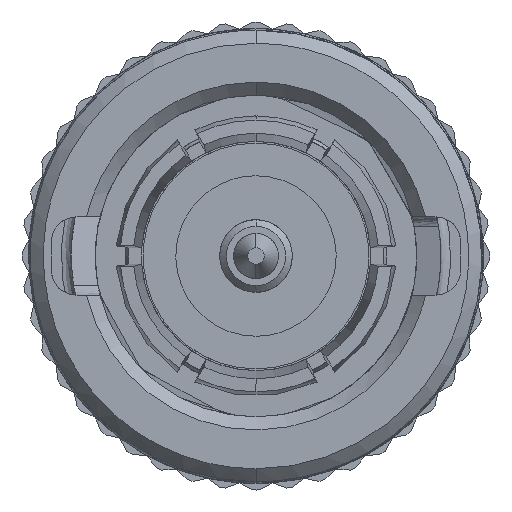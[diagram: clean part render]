
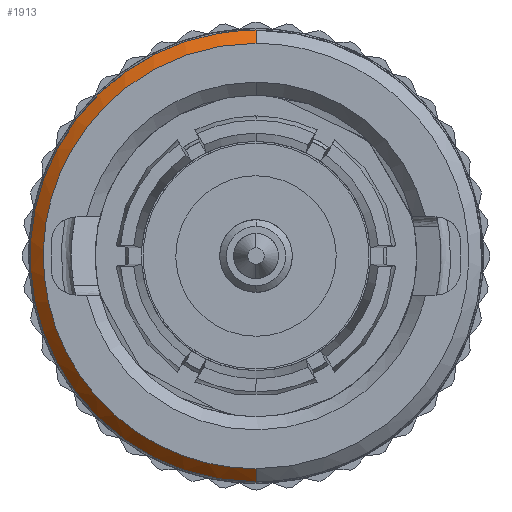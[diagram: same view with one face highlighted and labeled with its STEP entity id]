
A CAD part, left-side view. The second image highlights one B-rep face of the part: STEP entity #1913.
In plain terms, the highlighted free-form (B-spline) face has degree [1, 3] with [2, 7] control points.
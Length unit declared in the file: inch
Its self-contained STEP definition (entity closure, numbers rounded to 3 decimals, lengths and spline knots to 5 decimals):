
#26 = CARTESIAN_POINT ( 'NONE',  ( -0.04252, 0.22357, 0.12895 ) ) ;
#149 = ORIENTED_EDGE ( 'NONE', *, *, #1156, .F. ) ;
#809 = VERTEX_POINT ( 'NONE', #3614 ) ;
#1137 = CARTESIAN_POINT ( 'NONE',  ( -0.04252, 0.15721, -0.2047 ) ) ;
#1156 = EDGE_CURVE ( 'NONE', #5711, #4682, #2424, .T. ) ;
#1300 = CARTESIAN_POINT ( 'NONE',  ( -0.04252, 0.08242, 0.24285 ) ) ;
#1457 = CARTESIAN_POINT ( 'NONE',  ( -0.04252, 0.2047, 0.15721 ) ) ;
#1506 = CARTESIAN_POINT ( 'NONE',  ( -0.04252, 0., -0.25591 ) ) ;
#1663 = CARTESIAN_POINT ( 'NONE',  ( -0.04252, 0.25591, 0. ) ) ;
#1792 = EDGE_CURVE ( 'NONE', #4682, #809, #7794, .T. ) ;
#1913 = ADVANCED_FACE ( 'NONE', ( #10078 ), #12748, .F. ) ;
#2424 = B_SPLINE_CURVE_WITH_KNOTS ( 'NONE', 1,
 ( #8520, #5950 ),
 .UNSPECIFIED., .F., .F.,
 ( 2, 2 ),
 ( -1., 0. ),
 .UNSPECIFIED. ) ;
#2637 = CARTESIAN_POINT ( 'NONE',  ( -0.02677, 0.27165, -0.15913 ) ) ;
#2662 = CARTESIAN_POINT ( 'NONE',  ( -0.04252, 0.06639, 0.24771 ) ) ;
#2953 = CARTESIAN_POINT ( 'NONE',  ( -0.02677, 0., 0.27165 ) ) ;
#3614 = CARTESIAN_POINT ( 'NONE',  ( -0.02677, 0., 0.27165 ) ) ;
#3797 = CARTESIAN_POINT ( 'NONE',  ( -0.04252, 0.03346, 0.25426 ) ) ;
#3838 = EDGE_LOOP ( 'NONE', ( #7313, #5998, #149, #14001 ) ) ;
#3873 = CARTESIAN_POINT ( 'NONE',  ( -0.04252, 0., 0.25591 ) ) ;
#4083 = CARTESIAN_POINT ( 'NONE',  ( -0.04252, 0., -0.25591 ) ) ;
#4682 = VERTEX_POINT ( 'NONE', #7748 ) ;
#4720 = CARTESIAN_POINT ( 'NONE',  ( -0.02677, 0.27165, 0. ) ) ;
#5711 = VERTEX_POINT ( 'NONE', #4083 ) ;
#5927 = CARTESIAN_POINT ( 'NONE',  ( -0.02677, 0., 0.27165 ) ) ;
#5950 = CARTESIAN_POINT ( 'NONE',  ( -0.02677, 0., -0.27165 ) ) ;
#5998 = ORIENTED_EDGE ( 'NONE', *, *, #1792, .F. ) ;
#6196 = CARTESIAN_POINT ( 'NONE',  ( -0.04252, 0.12895, -0.22357 ) ) ;
#6354 = CARTESIAN_POINT ( 'NONE',  ( -0.04252, 0.08242, -0.24285 ) ) ;
#6404 = CARTESIAN_POINT ( 'NONE',  ( -0.04252, 0., 0.25591 ) ) ;
#6514 = EDGE_CURVE ( 'NONE', #7183, #5711, #8326, .T. ) ;
#6552 = CARTESIAN_POINT ( 'NONE',  ( -0.02677, 0.15913, -0.27165 ) ) ;
#7183 = VERTEX_POINT ( 'NONE', #11496 ) ;
#7313 = ORIENTED_EDGE ( 'NONE', *, *, #7328, .F. ) ;
#7322 = CARTESIAN_POINT ( 'NONE',  ( -0.02677, 0., 0.27165 ) ) ;
#7328 = EDGE_CURVE ( 'NONE', #809, #7183, #12135, .T. ) ;
#7476 = CARTESIAN_POINT ( 'NONE',  ( -0.04252, 0.03345, -0.25427 ) ) ;
#7530 = CARTESIAN_POINT ( 'NONE',  ( -0.02677, 0.15913, 0.27165 ) ) ;
#7555 = CARTESIAN_POINT ( 'NONE',  ( -0.04252, 0.15721, 0.20469 ) ) ;
#7748 = CARTESIAN_POINT ( 'NONE',  ( -0.02677, 0., -0.27165 ) ) ;
#7794 =( BOUNDED_CURVE ( )  B_SPLINE_CURVE ( 3, ( #12270, #12192, #13490, #4720, #9677, #14527, #5927 ),
 .UNSPECIFIED., .F., .T. ) 
 B_SPLINE_CURVE_WITH_KNOTS ( ( 4, 3, 4 ),
 ( -3.14159, -1.5708, 0. ),
 .UNSPECIFIED. ) 
 CURVE ( )  GEOMETRIC_REPRESENTATION_ITEM ( )  RATIONAL_B_SPLINE_CURVE ( ( 1., 0.805, 0.805, 1., 0.805, 0.805, 1. ) ) 
 REPRESENTATION_ITEM ( '' )  );
#7835 = CARTESIAN_POINT ( 'NONE',  ( -0.02677, 0., -0.27165 ) ) ;
#8326 = B_SPLINE_CURVE_WITH_KNOTS ( 'NONE', 3,
 ( #15819, #9949, #3797, #2662, #1300, #9877, #7555, #1457, #26, #13438, #9786, #13594, #14710, #12217, #10925, #1137, #6196, #6354, #12299, #7476, #11174, #11248 ),
 .UNSPECIFIED., .F., .F.,
 ( 4, 2, 2, 2, 2, 2, 2, 2, 2, 2, 4 ),
 ( 0., 0.0625, 0.125, 0.25, 0.375, 0.5, 0.625, 0.75, 0.875, 0.9375, 1. ),
 .UNSPECIFIED. ) ;
#8520 = CARTESIAN_POINT ( 'NONE',  ( -0.04252, 0., -0.25591 ) ) ;
#8733 = CARTESIAN_POINT ( 'NONE',  ( -0.04252, 0.25591, 0.14991 ) ) ;
#9677 = CARTESIAN_POINT ( 'NONE',  ( -0.02677, 0.27165, 0.15913 ) ) ;
#9786 = CARTESIAN_POINT ( 'NONE',  ( -0.04252, 0.2559, 0.03358 ) ) ;
#9877 = CARTESIAN_POINT ( 'NONE',  ( -0.04252, 0.12895, 0.22358 ) ) ;
#9949 = CARTESIAN_POINT ( 'NONE',  ( -0.04252, 0.0168, 0.25591 ) ) ;
#10078 = FACE_OUTER_BOUND ( 'NONE', #3838, .T. ) ;
#10925 = CARTESIAN_POINT ( 'NONE',  ( -0.04252, 0.20469, -0.15721 ) ) ;
#11174 = CARTESIAN_POINT ( 'NONE',  ( -0.04252, 0.01681, -0.25591 ) ) ;
#11223 = CARTESIAN_POINT ( 'NONE',  ( -0.04252, 0.14991, -0.25591 ) ) ;
#11248 = CARTESIAN_POINT ( 'NONE',  ( -0.04252, 0., -0.25591 ) ) ;
#11298 = CARTESIAN_POINT ( 'NONE',  ( -0.02677, 0.27165, 0. ) ) ;
#11457 = CARTESIAN_POINT ( 'NONE',  ( -0.02677, 0.27165, 0.15913 ) ) ;
#11496 = CARTESIAN_POINT ( 'NONE',  ( -0.04252, 0., 0.25591 ) ) ;
#12135 = B_SPLINE_CURVE_WITH_KNOTS ( 'NONE', 1,
 ( #7322, #3873 ),
 .UNSPECIFIED., .F., .F.,
 ( 2, 2 ),
 ( -1., 0. ),
 .UNSPECIFIED. ) ;
#12192 = CARTESIAN_POINT ( 'NONE',  ( -0.02677, 0.15913, -0.27165 ) ) ;
#12217 = CARTESIAN_POINT ( 'NONE',  ( -0.04252, 0.22358, -0.12895 ) ) ;
#12270 = CARTESIAN_POINT ( 'NONE',  ( -0.02677, 0., -0.27165 ) ) ;
#12299 = CARTESIAN_POINT ( 'NONE',  ( -0.04252, 0.0664, -0.24771 ) ) ;
#12436 = CARTESIAN_POINT ( 'NONE',  ( -0.04252, 0.14991, 0.25591 ) ) ;
#12671 = CARTESIAN_POINT ( 'NONE',  ( -0.04252, 0.25591, -0.14991 ) ) ;
#12748 =( BOUNDED_SURFACE ( )  B_SPLINE_SURFACE ( 1, 3, ( 
 ( #1506, #11223, #12671, #1663, #8733, #12436, #6404 ),
 ( #7835, #6552, #2637, #11298, #11457, #7530, #2953 ) ),
 .UNSPECIFIED., .F., .F., .F. ) 
 B_SPLINE_SURFACE_WITH_KNOTS ( ( 2, 2 ),
 ( 4, 3, 4 ),
 ( 0., 1. ),
 ( 0., 0.5, 1. ),
 .UNSPECIFIED. ) 
 GEOMETRIC_REPRESENTATION_ITEM ( )  RATIONAL_B_SPLINE_SURFACE ( (
 ( 1., 0.805, 0.805, 1., 0.805, 0.805, 1.),
 ( 1., 0.805, 0.805, 1., 0.805, 0.805, 1.) ) ) 
 REPRESENTATION_ITEM ( '' )  SURFACE ( )  );
#13438 = CARTESIAN_POINT ( 'NONE',  ( -0.04252, 0.24928, 0.06691 ) ) ;
#13490 = CARTESIAN_POINT ( 'NONE',  ( -0.02677, 0.27165, -0.15913 ) ) ;
#13594 = CARTESIAN_POINT ( 'NONE',  ( -0.04252, 0.25591, -0.03358 ) ) ;
#14001 = ORIENTED_EDGE ( 'NONE', *, *, #6514, .F. ) ;
#14527 = CARTESIAN_POINT ( 'NONE',  ( -0.02677, 0.15913, 0.27165 ) ) ;
#14710 = CARTESIAN_POINT ( 'NONE',  ( -0.04252, 0.24927, -0.06691 ) ) ;
#15819 = CARTESIAN_POINT ( 'NONE',  ( -0.04252, 0., 0.25591 ) ) ;
